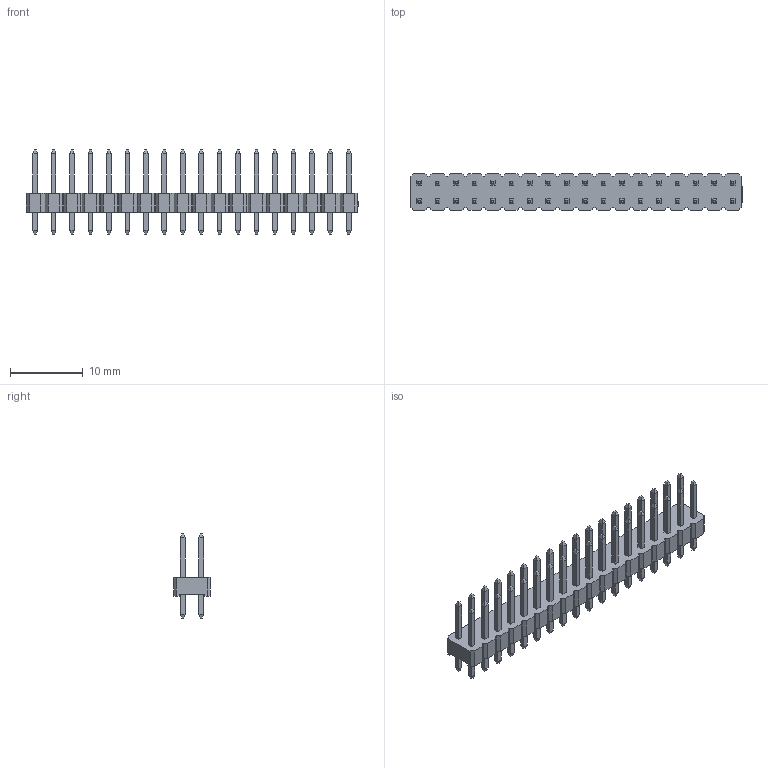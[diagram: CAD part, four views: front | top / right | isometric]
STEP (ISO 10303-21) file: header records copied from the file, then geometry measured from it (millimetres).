
FILE_DESCRIPTION (( 'STEP AP214' ), '1' );
FILE_NAME ('HDR-TH_36P-P2.54-V-M-R2-C18-S2.54-1.step', '2022-07-02T12:15:57', ( '' ), ( '' ), 'SwSTEP 2.0', 'SolidWorks 2020', '' );
FILE_SCHEMA (( 'AUTOMOTIVE_DESIGN' ));
Length unit declared in the file: millimetre
Products named in the file (1): HDR-TH_36P-P2.54-V-M-R2-C18-S2.54-1
Bounding box: 45.73 x 5.08 x 11.6 mm (x, y, z)
Volume: 663.7 mm3; surface area: 1575 mm2
Topology: 1 solids, 1 shells, 1085 faces, 2667 edges, 1682 vertices
Faces by surface type: plane 971, bspline 112, cylinder 2
Entity records: 44202 total; most frequent: CARTESIAN_POINT 7539, ORIENTED_EDGE 5334, DIRECTION 4391, EDGE_CURVE 2667, VECTOR 2435, LINE 2435, VERTEX_POINT 1682, EDGE_LOOP 1183
